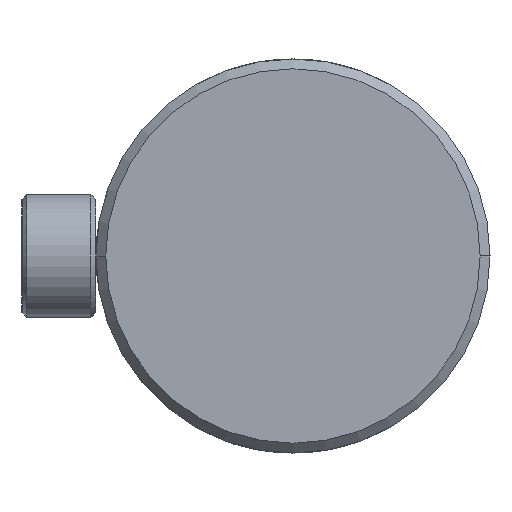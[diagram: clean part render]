
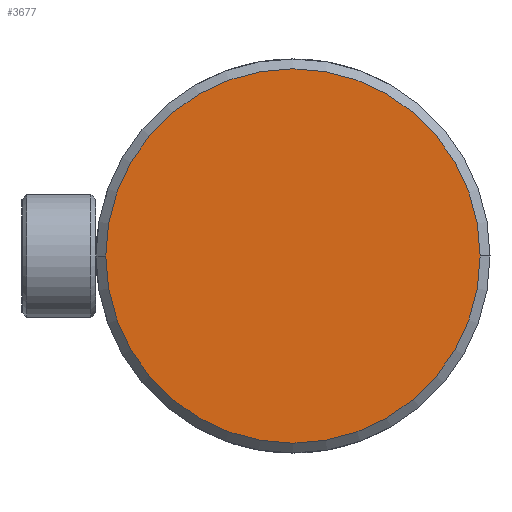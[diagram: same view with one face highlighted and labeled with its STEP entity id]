
A CAD part, left-side view. The second image highlights one B-rep face of the part: STEP entity #3677.
In plain terms, the highlighted planar face has unit normal (-1, 0, 0).
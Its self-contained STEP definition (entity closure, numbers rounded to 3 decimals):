
#25 = DIRECTION ( 'NONE',  ( 0., 1., 0. ) ) ;
#270 = PLANE ( 'NONE',  #1441 ) ;
#361 = ORIENTED_EDGE ( 'NONE', *, *, #1113, .F. ) ;
#586 = AXIS2_PLACEMENT_3D ( 'NONE', #1224, #2256, #25 ) ;
#721 = CIRCLE ( 'NONE', #586, 38. ) ;
#1113 = EDGE_CURVE ( 'NONE', #1551, #2701, #721, .T. ) ;
#1224 = CARTESIAN_POINT ( 'NONE',  ( -58., 0., 0. ) ) ;
#1296 = DIRECTION ( 'NONE',  ( 0., -1., 0. ) ) ;
#1441 = AXIS2_PLACEMENT_3D ( 'NONE', #4269, #3296, #1296 ) ;
#1551 = VERTEX_POINT ( 'NONE', #2750 ) ;
#1627 = EDGE_LOOP ( 'NONE', ( #3522, #361 ) ) ;
#1821 = FACE_OUTER_BOUND ( 'NONE', #1627, .T. ) ;
#2165 = DIRECTION ( 'NONE',  ( 0., 1., 0. ) ) ;
#2256 = DIRECTION ( 'NONE',  ( 1., 0., 0. ) ) ;
#2657 = DIRECTION ( 'NONE',  ( 1., 0., 0. ) ) ;
#2701 = VERTEX_POINT ( 'NONE', #3974 ) ;
#2747 = EDGE_CURVE ( 'NONE', #2701, #1551, #3716, .T. ) ;
#2750 = CARTESIAN_POINT ( 'NONE',  ( -58., -38., 0. ) ) ;
#3253 = AXIS2_PLACEMENT_3D ( 'NONE', #3614, #2657, #2165 ) ;
#3296 = DIRECTION ( 'NONE',  ( -1., 0., 0. ) ) ;
#3522 = ORIENTED_EDGE ( 'NONE', *, *, #2747, .F. ) ;
#3614 = CARTESIAN_POINT ( 'NONE',  ( -58., 0., 0. ) ) ;
#3677 = ADVANCED_FACE ( 'NONE', ( #1821 ), #270, .T. ) ;
#3716 = CIRCLE ( 'NONE', #3253, 38. ) ;
#3974 = CARTESIAN_POINT ( 'NONE',  ( -58., 38., 0. ) ) ;
#4269 = CARTESIAN_POINT ( 'NONE',  ( -58., 0., 0. ) ) ;
